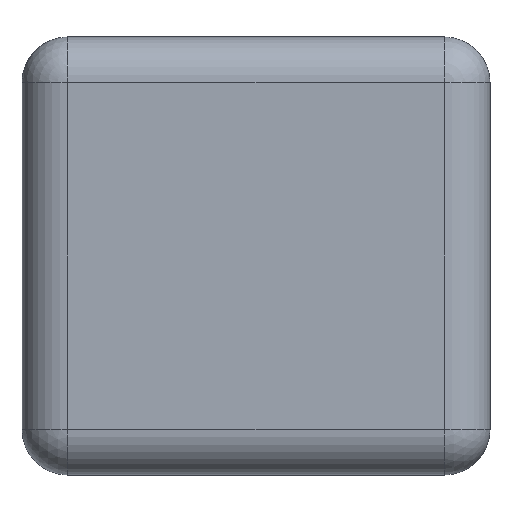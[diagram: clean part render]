
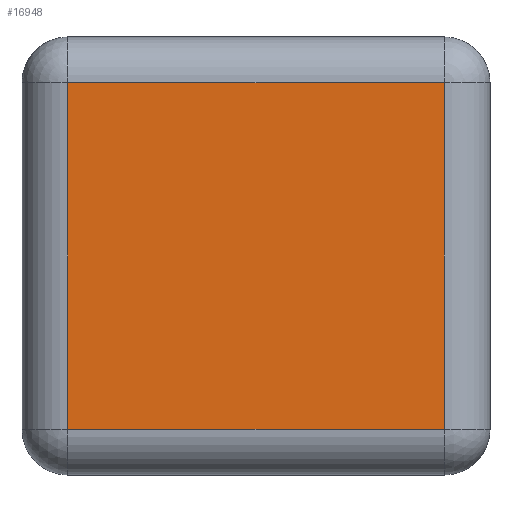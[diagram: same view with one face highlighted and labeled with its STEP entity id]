
A CAD part, front view. The second image highlights one B-rep face of the part: STEP entity #16948.
In plain terms, the highlighted planar face has unit normal (0, -1, 0).
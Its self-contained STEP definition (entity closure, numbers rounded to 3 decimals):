
#886 = DIRECTION ( 'NONE',  ( 1., 0., 0. ) ) ;
#1170 = PLANE ( 'NONE',  #30563 ) ;
#1659 = VERTEX_POINT ( 'NONE', #21666 ) ;
#2677 = DIRECTION ( 'NONE',  ( 0., 0., -1. ) ) ;
#5263 = CARTESIAN_POINT ( 'NONE',  ( -409.865, -161.41, 303.614 ) ) ;
#7470 = VECTOR ( 'NONE', #2677, 1000. ) ;
#11396 = EDGE_CURVE ( 'NONE', #13814, #1659, #44000, .T. ) ;
#12672 = EDGE_LOOP ( 'NONE', ( #28969, #61222, #44059, #43533 ) ) ;
#13814 = VERTEX_POINT ( 'NONE', #34272 ) ;
#15086 = CARTESIAN_POINT ( 'NONE',  ( 409.865, -161.41, -303.614 ) ) ;
#15711 = VERTEX_POINT ( 'NONE', #37146 ) ;
#16948 = ADVANCED_FACE ( 'NONE', ( #58438 ), #1170, .F. ) ;
#17743 = CARTESIAN_POINT ( 'NONE',  ( 329.865, -161.41, 303.614 ) ) ;
#18790 = CARTESIAN_POINT ( 'NONE',  ( 329.865, -161.41, 383.614 ) ) ;
#20653 = EDGE_CURVE ( 'NONE', #28662, #15711, #24486, .T. ) ;
#21666 = CARTESIAN_POINT ( 'NONE',  ( 329.865, -161.41, -303.614 ) ) ;
#22230 = CARTESIAN_POINT ( 'NONE',  ( -329.865, -161.41, -383.614 ) ) ;
#24486 = LINE ( 'NONE', #5263, #46946 ) ;
#24502 = DIRECTION ( 'NONE',  ( 0., 0., 1. ) ) ;
#25939 = VECTOR ( 'NONE', #33196, 1000. ) ;
#27575 = EDGE_CURVE ( 'NONE', #1659, #28662, #42992, .T. ) ;
#28662 = VERTEX_POINT ( 'NONE', #17743 ) ;
#28868 = DIRECTION ( 'NONE',  ( -1., 0., 0. ) ) ;
#28969 = ORIENTED_EDGE ( 'NONE', *, *, #27575, .T. ) ;
#29190 = DIRECTION ( 'NONE',  ( 0., 1., 0. ) ) ;
#30563 = AXIS2_PLACEMENT_3D ( 'NONE', #34831, #29190, #24502 ) ;
#33196 = DIRECTION ( 'NONE',  ( 0., 0., 1. ) ) ;
#34272 = CARTESIAN_POINT ( 'NONE',  ( -329.865, -161.41, -303.614 ) ) ;
#34831 = CARTESIAN_POINT ( 'NONE',  ( 0., -161.41, 0. ) ) ;
#37146 = CARTESIAN_POINT ( 'NONE',  ( -329.865, -161.41, 303.614 ) ) ;
#37794 = EDGE_CURVE ( 'NONE', #15711, #13814, #54304, .T. ) ;
#42992 = LINE ( 'NONE', #18790, #25939 ) ;
#43533 = ORIENTED_EDGE ( 'NONE', *, *, #11396, .T. ) ;
#44000 = LINE ( 'NONE', #15086, #59350 ) ;
#44059 = ORIENTED_EDGE ( 'NONE', *, *, #37794, .T. ) ;
#46946 = VECTOR ( 'NONE', #28868, 1000. ) ;
#54304 = LINE ( 'NONE', #22230, #7470 ) ;
#58438 = FACE_OUTER_BOUND ( 'NONE', #12672, .T. ) ;
#59350 = VECTOR ( 'NONE', #886, 1000. ) ;
#61222 = ORIENTED_EDGE ( 'NONE', *, *, #20653, .T. ) ;
